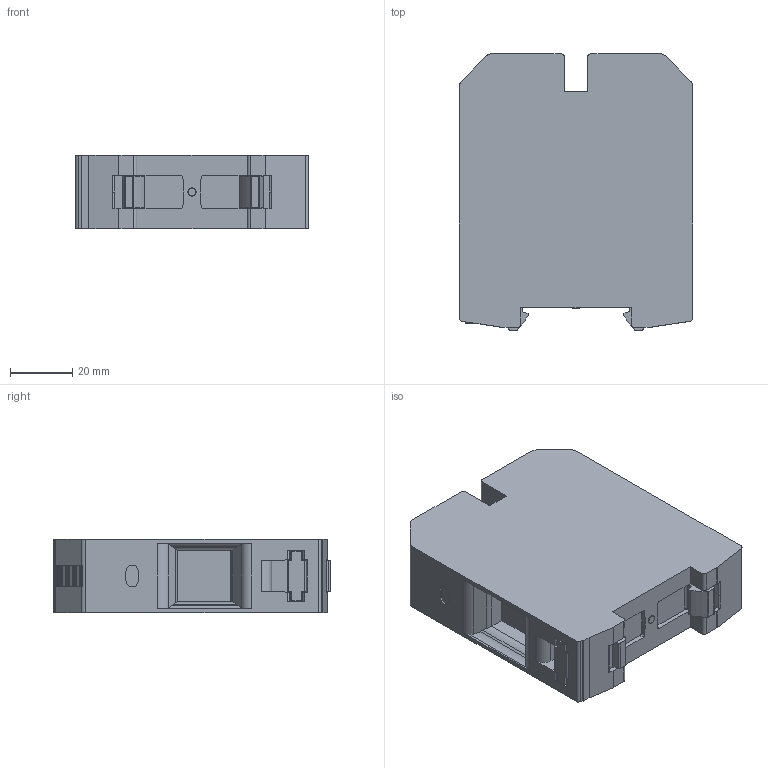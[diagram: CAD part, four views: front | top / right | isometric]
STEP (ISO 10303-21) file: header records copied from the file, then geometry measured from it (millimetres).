
FILE_DESCRIPTION (( 'STEP AP203' ), '1' );
FILE_NAME ('MRK 95.STEP', '2020-03-18T10:39:55', ( '' ), ( '' ), 'SwSTEP 2.0', 'SolidWorks 2011', '' );
FILE_SCHEMA (( 'CONFIG_CONTROL_DESIGN' ));
Length unit declared in the file: millimetre
Products named in the file (1): MRK 95
Bounding box: 75 x 88.86 x 23.8 mm (x, y, z)
Volume: 134898 mm3; surface area: 26516.4 mm2
Topology: 1 solids, 7 shells, 509 faces, 1449 edges, 964 vertices
Faces by surface type: plane 273, cylinder 215, bspline 19, cone 2
Entity records: 24285 total; most frequent: CARTESIAN_POINT 11557, ORIENTED_EDGE 2898, DIRECTION 2265, EDGE_CURVE 1449, VERTEX_POINT 964, VECTOR 909, LINE 909, AXIS2_PLACEMENT_3D 678
